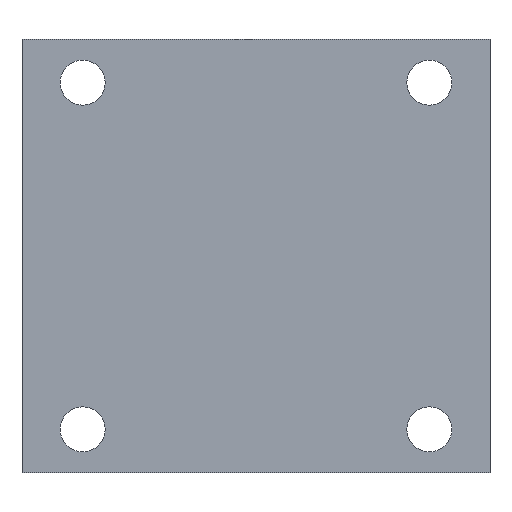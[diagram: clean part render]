
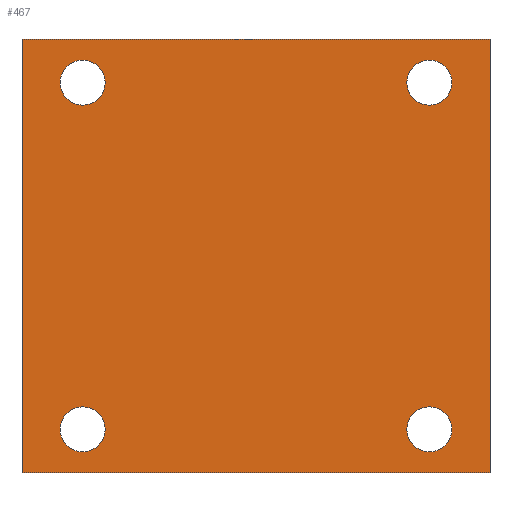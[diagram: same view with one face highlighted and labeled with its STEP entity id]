
A CAD part, front view. The second image highlights one B-rep face of the part: STEP entity #467.
In plain terms, the highlighted planar face has unit normal (0, -1, 0).
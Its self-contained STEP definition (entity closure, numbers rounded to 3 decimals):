
#53=FACE_BOUND('',#122,.T.);
#54=FACE_BOUND('',#123,.T.);
#55=FACE_BOUND('',#124,.T.);
#56=FACE_BOUND('',#125,.T.);
#72=PLANE('',#524);
#93=FACE_OUTER_BOUND('',#121,.T.);
#121=EDGE_LOOP('',(#410,#411,#412,#413));
#122=EDGE_LOOP('',(#414));
#123=EDGE_LOOP('',(#415));
#124=EDGE_LOOP('',(#416));
#125=EDGE_LOOP('',(#417));
#138=LINE('',#720,#181);
#151=LINE('',#750,#194);
#173=LINE('',#793,#216);
#174=LINE('',#795,#217);
#181=VECTOR('',#579,10.);
#194=VECTOR('',#600,10.);
#216=VECTOR('',#642,10.);
#217=VECTOR('',#645,10.);
#221=CIRCLE('',#499,2.6);
#223=CIRCLE('',#502,2.6);
#225=CIRCLE('',#505,2.6);
#227=CIRCLE('',#508,2.6);
#235=VERTEX_POINT('',#696);
#237=VERTEX_POINT('',#702);
#239=VERTEX_POINT('',#708);
#241=VERTEX_POINT('',#714);
#242=VERTEX_POINT('',#718);
#243=VERTEX_POINT('',#719);
#256=VERTEX_POINT('',#749);
#267=VERTEX_POINT('',#791);
#274=EDGE_CURVE('',#235,#235,#221,.T.);
#277=EDGE_CURVE('',#237,#237,#223,.T.);
#280=EDGE_CURVE('',#239,#239,#225,.T.);
#283=EDGE_CURVE('',#241,#241,#227,.T.);
#284=EDGE_CURVE('',#242,#243,#138,.T.);
#299=EDGE_CURVE('',#243,#256,#151,.T.);
#321=EDGE_CURVE('',#242,#267,#173,.T.);
#322=EDGE_CURVE('',#256,#267,#174,.T.);
#410=ORIENTED_EDGE('',*,*,#321,.T.);
#411=ORIENTED_EDGE('',*,*,#322,.F.);
#412=ORIENTED_EDGE('',*,*,#299,.F.);
#413=ORIENTED_EDGE('',*,*,#284,.F.);
#414=ORIENTED_EDGE('',*,*,#274,.T.);
#415=ORIENTED_EDGE('',*,*,#277,.T.);
#416=ORIENTED_EDGE('',*,*,#280,.T.);
#417=ORIENTED_EDGE('',*,*,#283,.T.);
#467=ADVANCED_FACE('',(#93,#53,#54,#55,#56),#72,.T.);
#499=AXIS2_PLACEMENT_3D('',#698,#554,#555);
#502=AXIS2_PLACEMENT_3D('',#704,#561,#562);
#505=AXIS2_PLACEMENT_3D('',#710,#568,#569);
#508=AXIS2_PLACEMENT_3D('',#716,#575,#576);
#524=AXIS2_PLACEMENT_3D('',#794,#643,#644);
#554=DIRECTION('center_axis',(0.,1.,0.));
#555=DIRECTION('ref_axis',(1.,0.,0.));
#561=DIRECTION('center_axis',(0.,1.,0.));
#562=DIRECTION('ref_axis',(1.,0.,0.));
#568=DIRECTION('center_axis',(0.,1.,0.));
#569=DIRECTION('ref_axis',(1.,0.,0.));
#575=DIRECTION('center_axis',(0.,1.,0.));
#576=DIRECTION('ref_axis',(1.,0.,0.));
#579=DIRECTION('',(-1.,0.,0.));
#600=DIRECTION('',(0.,0.,1.));
#642=DIRECTION('',(0.,0.,1.));
#643=DIRECTION('center_axis',(0.,-1.,0.));
#644=DIRECTION('ref_axis',(1.,0.,0.));
#645=DIRECTION('',(1.,0.,0.));
#696=CARTESIAN_POINT('',(17.4,0.,-20.));
#698=CARTESIAN_POINT('Origin',(20.,0.,-20.));
#702=CARTESIAN_POINT('',(-22.6,0.,20.));
#704=CARTESIAN_POINT('Origin',(-20.,0.,20.));
#708=CARTESIAN_POINT('',(17.4,0.,20.));
#710=CARTESIAN_POINT('Origin',(20.,0.,20.));
#714=CARTESIAN_POINT('',(-22.6,0.,-20.));
#716=CARTESIAN_POINT('Origin',(-20.,0.,-20.));
#718=CARTESIAN_POINT('',(27.,0.,-25.));
#719=CARTESIAN_POINT('',(-27.,0.,-25.));
#720=CARTESIAN_POINT('',(0.,0.,-25.));
#749=CARTESIAN_POINT('',(-27.,0.,25.));
#750=CARTESIAN_POINT('',(-27.,0.,0.));
#791=CARTESIAN_POINT('',(27.,0.,25.));
#793=CARTESIAN_POINT('',(27.,0.,0.));
#794=CARTESIAN_POINT('Origin',(-27.,0.,
0.));
#795=CARTESIAN_POINT('',(0.,0.,25.));
